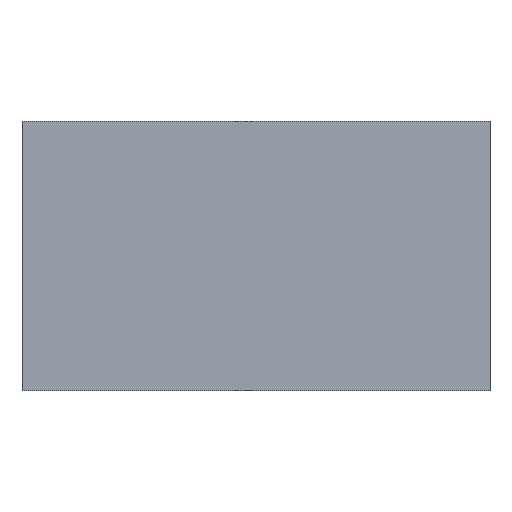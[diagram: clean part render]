
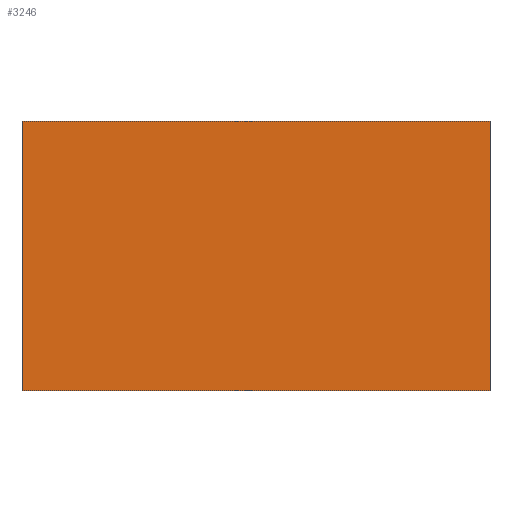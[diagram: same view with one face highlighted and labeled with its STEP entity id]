
A CAD part, left-side view. The second image highlights one B-rep face of the part: STEP entity #3246.
In plain terms, the highlighted planar face has unit normal (-1, 0, 0).
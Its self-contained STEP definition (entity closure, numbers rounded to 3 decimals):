
#407=ORIENTED_EDGE('',*,*,#1407,.F.);
#408=ORIENTED_EDGE('',*,*,#1408,.F.);
#409=ORIENTED_EDGE('',*,*,#1394,.T.);
#410=ORIENTED_EDGE('',*,*,#1409,.T.);
#1394=EDGE_CURVE('',#1892,#1894,#2230,.T.);
#1407=EDGE_CURVE('',#1907,#1908,#2243,.T.);
#1408=EDGE_CURVE('',#1892,#1907,#2244,.T.);
#1409=EDGE_CURVE('',#1894,#1908,#2245,.T.);
#1892=VERTEX_POINT('',#4295);
#1894=VERTEX_POINT('',#4299);
#1907=VERTEX_POINT('',#4330);
#1908=VERTEX_POINT('',#4331);
#2230=LINE('',#4300,#2434);
#2243=LINE('',#4329,#2447);
#2244=LINE('',#4332,#2448);
#2245=LINE('',#4333,#2449);
#2434=VECTOR('',#3692,1000.);
#2447=VECTOR('',#3713,1000.);
#2448=VECTOR('',#3714,1000.);
#2449=VECTOR('',#3715,1000.);
#2639=EDGE_LOOP('',(#407,#408,#409,#410));
#2865=FACE_BOUND('',#2639,.T.);
#3091=PLANE('',#3489);
#3246=ADVANCED_FACE('',(#2865),#3091,.T.);
#3489=AXIS2_PLACEMENT_3D('',#4328,#3711,#3712);
#3692=DIRECTION('',(0.,1.,0.));
#3711=DIRECTION('',(-1.,0.,0.));
#3712=DIRECTION('',(0.,0.,1.));
#3713=DIRECTION('',(0.,1.,0.));
#3714=DIRECTION('',(0.,0.,-1.));
#3715=DIRECTION('',(0.,0.,-1.));
#4295=CARTESIAN_POINT('',(-4.343,-4.458,5.131));
#4299=CARTESIAN_POINT('',(-4.343,4.458,5.131));
#4300=CARTESIAN_POINT('',(-4.343,-4.458,5.131));
#4328=CARTESIAN_POINT('',(-4.343,-4.458,5.131));
#4329=CARTESIAN_POINT('',(-4.343,-4.458,0.));
#4330=CARTESIAN_POINT('',(-4.343,-4.458,0.));
#4331=CARTESIAN_POINT('',(-4.343,4.458,0.));
#4332=CARTESIAN_POINT('',(-4.343,-4.458,5.131));
#4333=CARTESIAN_POINT('',(-4.343,4.458,5.131));
